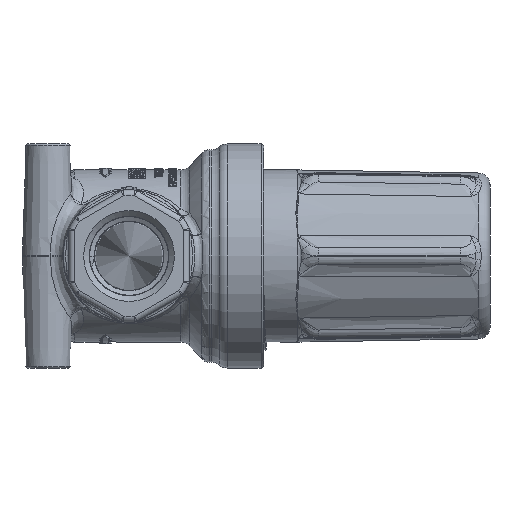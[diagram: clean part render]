
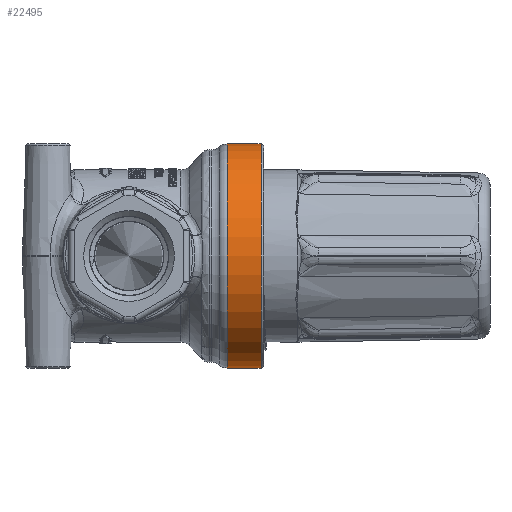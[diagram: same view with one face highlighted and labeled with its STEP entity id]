
A CAD part, left-side view. The second image highlights one B-rep face of the part: STEP entity #22495.
In plain terms, the highlighted cylindrical face has radius 30.099 mm (diameter 60.198 mm), a full revolution.
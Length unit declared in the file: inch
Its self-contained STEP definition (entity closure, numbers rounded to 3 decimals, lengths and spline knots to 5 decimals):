
#1496=CIRCLE('',#24019,1.185);
#1497=CIRCLE('',#24020,1.185);
#1498=CIRCLE('',#24021,1.185);
#1499=CIRCLE('',#24023,1.185);
#1500=CIRCLE('',#24024,1.185);
#1501=CIRCLE('',#24025,1.185);
#2368=CYLINDRICAL_SURFACE('',#24022,1.185);
#2577=FACE_OUTER_BOUND('',#3956,.T.);
#3956=EDGE_LOOP('',(#15383,#15384,#15385,#15386,#15387,#15388,#15389,#15390));
#6643=LINE('',#35384,#7996);
#7996=VECTOR('',#26031,1.185);
#9416=VERTEX_POINT('',#35375);
#9417=VERTEX_POINT('',#35377);
#9418=VERTEX_POINT('',#35379);
#9419=VERTEX_POINT('',#35383);
#9420=VERTEX_POINT('',#35385);
#9421=VERTEX_POINT('',#35387);
#11756=EDGE_CURVE('',#9416,#9417,#1496,.T.);
#11757=EDGE_CURVE('',#9417,#9418,#1497,.T.);
#11758=EDGE_CURVE('',#9418,#9416,#1498,.T.);
#11759=EDGE_CURVE('',#9418,#9419,#6643,.T.);
#11760=EDGE_CURVE('',#9420,#9419,#1499,.T.);
#11761=EDGE_CURVE('',#9421,#9420,#1500,.T.);
#11762=EDGE_CURVE('',#9419,#9421,#1501,.T.);
#15383=ORIENTED_EDGE('',*,*,#11757,.F.);
#15384=ORIENTED_EDGE('',*,*,#11756,.F.);
#15385=ORIENTED_EDGE('',*,*,#11758,.F.);
#15386=ORIENTED_EDGE('',*,*,#11759,.T.);
#15387=ORIENTED_EDGE('',*,*,#11760,.F.);
#15388=ORIENTED_EDGE('',*,*,#11761,.F.);
#15389=ORIENTED_EDGE('',*,*,#11762,.F.);
#15390=ORIENTED_EDGE('',*,*,#11759,.F.);
#22495=ADVANCED_FACE('',(#2577),#2368,.T.);
#24019=AXIS2_PLACEMENT_3D('',#35378,#26023,#26024);
#24020=AXIS2_PLACEMENT_3D('',#35380,#26025,#26026);
#24021=AXIS2_PLACEMENT_3D('',#35381,#26027,#26028);
#24022=AXIS2_PLACEMENT_3D('',#35382,#26029,#26030);
#24023=AXIS2_PLACEMENT_3D('',#35386,#26032,#26033);
#24024=AXIS2_PLACEMENT_3D('',#35388,#26034,#26035);
#24025=AXIS2_PLACEMENT_3D('',#35389,#26036,#26037);
#26023=DIRECTION('center_axis',(0.,1.,0.));
#26024=DIRECTION('ref_axis',(1.,0.,0.));
#26025=DIRECTION('center_axis',(0.,1.,0.));
#26026=DIRECTION('ref_axis',(1.,0.,0.));
#26027=DIRECTION('center_axis',(0.,1.,0.));
#26028=DIRECTION('ref_axis',(1.,0.,0.));
#26029=DIRECTION('center_axis',(0.,1.,0.));
#26030=DIRECTION('ref_axis',(-1.,0.,0.));
#26031=DIRECTION('',(0.,-1.,0.));
#26032=DIRECTION('center_axis',(0.,-1.,0.));
#26033=DIRECTION('ref_axis',(1.,0.,0.));
#26034=DIRECTION('center_axis',(0.,-1.,0.));
#26035=DIRECTION('ref_axis',(1.,0.,0.));
#26036=DIRECTION('center_axis',(0.,-1.,0.));
#26037=DIRECTION('ref_axis',(1.,0.,0.));
#35375=CARTESIAN_POINT('',(0.,-1.03678,-1.185));
#35377=CARTESIAN_POINT('',(-1.185,-1.03678,0.));
#35378=CARTESIAN_POINT('Origin',(0.,-1.03678,0.));
#35379=CARTESIAN_POINT('',(1.185,-1.03678,0.));
#35380=CARTESIAN_POINT('Origin',(0.,-1.03678,0.));
#35381=CARTESIAN_POINT('Origin',(0.,-1.03678,0.));
#35382=CARTESIAN_POINT('Origin',(0.,-1.205,0.));
#35383=CARTESIAN_POINT('',(1.185,-1.395,0.));
#35384=CARTESIAN_POINT('',(1.185,-1.205,0.));
#35385=CARTESIAN_POINT('',(0.,-1.395,-1.185));
#35386=CARTESIAN_POINT('Origin',(0.,-1.395,0.));
#35387=CARTESIAN_POINT('',(-1.185,-1.395,0.));
#35388=CARTESIAN_POINT('Origin',(0.,-1.395,0.));
#35389=CARTESIAN_POINT('Origin',(0.,-1.395,0.));
